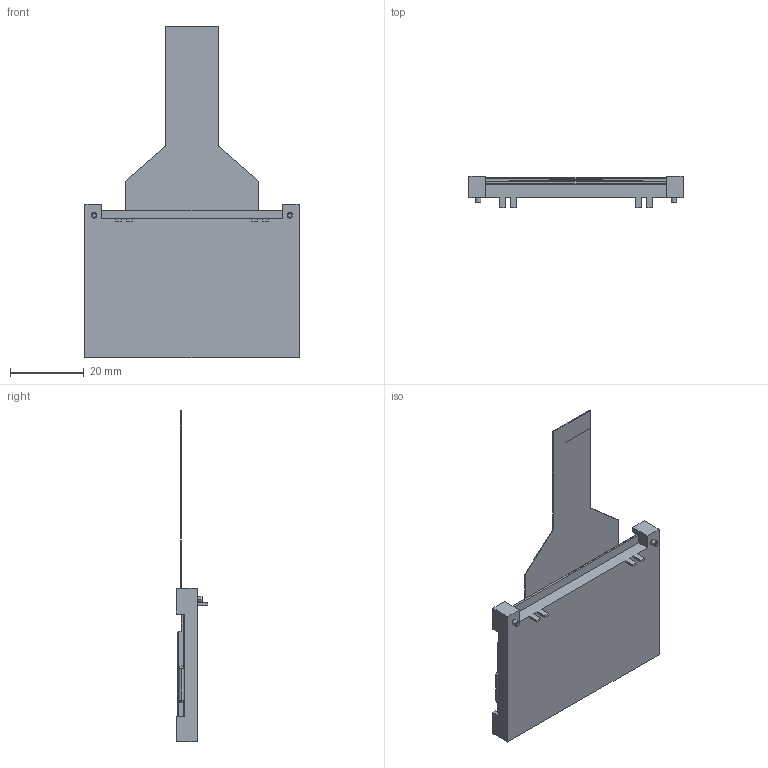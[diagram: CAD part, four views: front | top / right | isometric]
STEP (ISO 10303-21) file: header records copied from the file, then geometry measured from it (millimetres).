
FILE_DESCRIPTION((''),'2;1');
FILE_NAME('14467B_ASM','2021-08-31T',('caizhe'),(''),'PRO/ENGINEER BY PARAMETRIC TECHNOLOGY CORPORATION, 2005030','PRO/ENGINEER BY PARAMETRIC TECHNOLOGY CORPORATION, 2005030','');
FILE_SCHEMA(('CONFIG_CONTROL_DESIGN'));
Length unit declared in the file: millimetre
Products named in the file (4): 14645_LED_A; 14467LCD; 14467FPC; 14467B_ASM
Assembly tree (3 placements, depth 2):
  14467B_ASM
    14645_LED_A
    14467LCD
    14467FPC
Bounding box: 58.2 x 8.5 x 90.1 mm (x, y, z)
Volume: 11567.6 mm3; surface area: 12344.6 mm2
Topology: 3 solids, 3 shells, 120 faces, 319 edges, 210 vertices
Faces by surface type: plane 100, cylinder 14, cone 4, bspline 2
Entity records: 3835 total; most frequent: CARTESIAN_POINT 710, ORIENTED_EDGE 638, DIRECTION 603, EDGE_CURVE 319, VECTOR 285, LINE 285, VERTEX_POINT 210, AXIS2_PLACEMENT_3D 159
